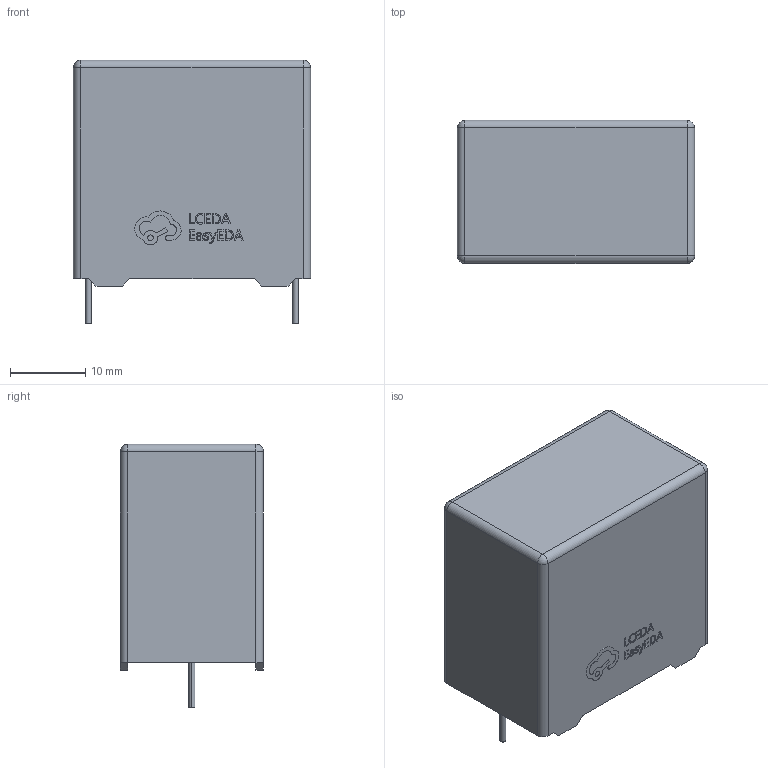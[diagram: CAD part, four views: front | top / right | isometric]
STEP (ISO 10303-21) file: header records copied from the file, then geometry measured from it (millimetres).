
FILE_DESCRIPTION (( 'STEP AP214' ), '1' );
FILE_NAME ('CAP-TH-CBB-L315x190x310-P275-D8+1.STEP', '2025-10-11T11:14:19', ( '' ), ( '' ), 'SwSTEP 2.0', 'SolidWorks 2020', '' );
FILE_SCHEMA (( 'AUTOMOTIVE_DESIGN' ));
Length unit declared in the file: millimetre
Products named in the file (2): CAP-TH-CBB-L315x190x310-P275-D8+1; CAP-TH_L31.5-W19.0-P27.50-D0.8~CAP-TH_L31.5-W19.0-P27.50-D0.8~JAk9.step
Assembly tree (1 placements, depth 2):
  CAP-TH-CBB-L315x190x310-P275-D8+1
    CAP-TH_L31.5-W19.0-P27.50-D0.8~CAP-TH_L31.5-W19.0-P27.50-D0.8~JAk9.step
Bounding box: 31.5 x 19.01 x 35 mm (x, y, z)
Volume: 16834.3 mm3; surface area: 4200 mm2
Topology: 1 solids, 1 shells, 268 faces, 727 edges, 478 vertices
Faces by surface type: plane 154, bspline 98, cylinder 12, sphere 4
Entity records: 8913 total; most frequent: CARTESIAN_POINT 2779, ORIENTED_EDGE 1446, DIRECTION 895, EDGE_CURVE 723, LINE 499, VECTOR 499, VERTEX_POINT 478, EDGE_LOOP 289
